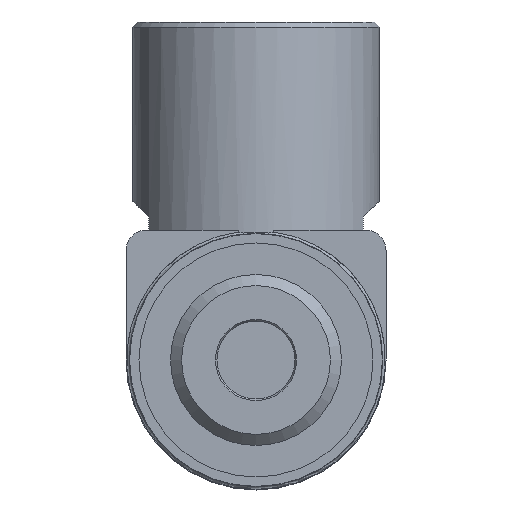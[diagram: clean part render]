
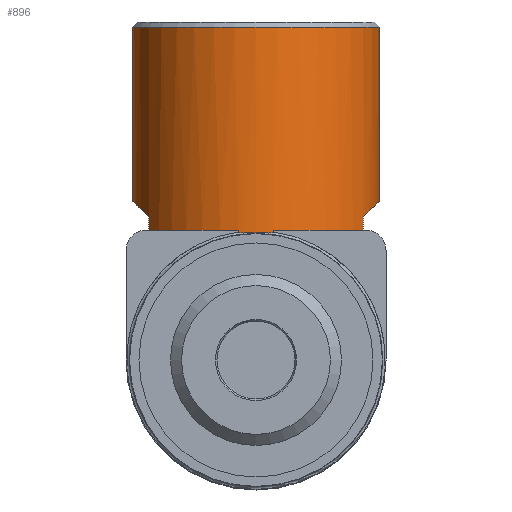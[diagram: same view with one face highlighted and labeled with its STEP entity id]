
A CAD part, front view. The second image highlights one B-rep face of the part: STEP entity #896.
In plain terms, the highlighted cylindrical face has radius 9.5 mm (diameter 19 mm), a full revolution.
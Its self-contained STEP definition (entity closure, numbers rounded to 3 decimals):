
#68=ELLIPSE('',#977,13.435,9.5);
#69=ELLIPSE('',#980,13.435,9.5);
#70=LINE('',#1424,#119);
#71=LINE('',#1428,#120);
#72=LINE('',#1432,#121);
#73=LINE('',#1452,#122);
#74=LINE('',#1456,#123);
#75=LINE('',#1460,#124);
#119=VECTOR('',#1108,1000.);
#120=VECTOR('',#1111,1000.);
#121=VECTOR('',#1114,1000.);
#122=VECTOR('',#1115,1000.);
#123=VECTOR('',#1118,1000.);
#124=VECTOR('',#1121,1000.);
#169=B_SPLINE_CURVE_WITH_KNOTS('',3,(#1434,#1435,#1436,#1437,#1438,#1439,
#1440,#1441,#1442,#1443,#1444,#1445,#1446,#1447,#1448,#1449,#1450),
 .UNSPECIFIED.,.F.,.F.,(4,1,1,1,1,1,1,1,1,1,1,1,1,1,4),(0.,
0.,0.,0.001,0.001,
0.001,0.001,0.002,0.002,
0.002,0.002,0.003,0.003,
0.003,0.003),.UNSPECIFIED.);
#183=ORIENTED_EDGE('',*,*,#425,.F.);
#184=ORIENTED_EDGE('',*,*,#426,.F.);
#185=ORIENTED_EDGE('',*,*,#427,.F.);
#186=ORIENTED_EDGE('',*,*,#428,.F.);
#187=ORIENTED_EDGE('',*,*,#429,.F.);
#188=ORIENTED_EDGE('',*,*,#430,.T.);
#189=ORIENTED_EDGE('',*,*,#431,.T.);
#190=ORIENTED_EDGE('',*,*,#432,.T.);
#191=ORIENTED_EDGE('',*,*,#433,.F.);
#192=ORIENTED_EDGE('',*,*,#434,.F.);
#193=ORIENTED_EDGE('',*,*,#435,.F.);
#194=ORIENTED_EDGE('',*,*,#436,.F.);
#195=ORIENTED_EDGE('',*,*,#437,.T.);
#425=EDGE_CURVE('',#545,#546,#633,.F.);
#426=EDGE_CURVE('',#547,#545,#70,.T.);
#427=EDGE_CURVE('',#548,#547,#68,.T.);
#428=EDGE_CURVE('',#549,#548,#71,.F.);
#429=EDGE_CURVE('',#550,#549,#634,.F.);
#430=EDGE_CURVE('',#550,#551,#72,.T.);
#431=EDGE_CURVE('',#551,#552,#169,.T.);
#432=EDGE_CURVE('',#552,#553,#73,.F.);
#433=EDGE_CURVE('',#554,#553,#635,.F.);
#434=EDGE_CURVE('',#555,#554,#74,.T.);
#435=EDGE_CURVE('',#556,#555,#69,.T.);
#436=EDGE_CURVE('',#546,#556,#75,.F.);
#437=EDGE_CURVE('',#557,#557,#636,.T.);
#545=VERTEX_POINT('',#1422);
#546=VERTEX_POINT('',#1423);
#547=VERTEX_POINT('',#1425);
#548=VERTEX_POINT('',#1427);
#549=VERTEX_POINT('',#1429);
#550=VERTEX_POINT('',#1431);
#551=VERTEX_POINT('',#1433);
#552=VERTEX_POINT('',#1451);
#553=VERTEX_POINT('',#1453);
#554=VERTEX_POINT('',#1455);
#555=VERTEX_POINT('',#1457);
#556=VERTEX_POINT('',#1459);
#557=VERTEX_POINT('',#1462);
#633=CIRCLE('',#976,9.5);
#634=CIRCLE('',#978,9.5);
#635=CIRCLE('',#979,9.5);
#636=CIRCLE('',#981,9.5);
#691=EDGE_LOOP('',(#183,#184,#185,#186,#187,#188,#189,#190,#191,#192,#193,
#194));
#692=EDGE_LOOP('',(#195));
#786=FACE_BOUND('',#691,.T.);
#787=FACE_BOUND('',#692,.T.);
#880=CYLINDRICAL_SURFACE('',#975,9.5);
#896=ADVANCED_FACE('',(#786,#787),#880,.T.);
#975=AXIS2_PLACEMENT_3D('',#1420,#1104,#1105);
#976=AXIS2_PLACEMENT_3D('',#1421,#1106,#1107);
#977=AXIS2_PLACEMENT_3D('',#1426,#1109,#1110);
#978=AXIS2_PLACEMENT_3D('',#1430,#1112,#1113);
#979=AXIS2_PLACEMENT_3D('',#1454,#1116,#1117);
#980=AXIS2_PLACEMENT_3D('',#1458,#1119,#1120);
#981=AXIS2_PLACEMENT_3D('',#1461,#1122,#1123);
#1104=DIRECTION('',(0.,0.,-1.));
#1105=DIRECTION('',(-1.,0.,0.));
#1106=DIRECTION('',(0.,0.,1.));
#1107=DIRECTION('',(1.,0.,0.));
#1108=DIRECTION('',(0.,0.,-1.));
#1109=DIRECTION('',(-0.707,0.,-0.707));
#1110=DIRECTION('',(0.707,0.,-0.707));
#1111=DIRECTION('',(0.,0.,-1.));
#1112=DIRECTION('',(0.,0.,1.));
#1113=DIRECTION('',(1.,0.,0.));
#1114=DIRECTION('',(0.,0.,-1.));
#1115=DIRECTION('',(0.,0.,-1.));
#1116=DIRECTION('',(0.,0.,1.));
#1117=DIRECTION('',(1.,0.,0.));
#1118=DIRECTION('',(0.,0.,-1.));
#1119=DIRECTION('',(0.707,0.,-0.707));
#1120=DIRECTION('',(-0.707,0.,-0.707));
#1121=DIRECTION('',(0.,0.,-1.));
#1122=DIRECTION('',(0.,0.,-1.));
#1123=DIRECTION('',(-1.,0.,0.));
#1420=CARTESIAN_POINT('',(0.,13.2,5.));
#1421=CARTESIAN_POINT('',(0.,13.2,10.));
#1422=CARTESIAN_POINT('',(-8.25,17.91,10.));
#1423=CARTESIAN_POINT('',(8.25,17.91,10.));
#1424=CARTESIAN_POINT('',(-8.25,17.91,5.));
#1425=CARTESIAN_POINT('',(-8.25,17.91,11.));
#1426=CARTESIAN_POINT('',(0.,13.2,2.75));
#1427=CARTESIAN_POINT('',(-8.25,8.49,11.));
#1428=CARTESIAN_POINT('',(-8.25,8.49,5.));
#1429=CARTESIAN_POINT('',(-8.25,8.49,10.));
#1430=CARTESIAN_POINT('',(0.,13.2,10.));
#1431=CARTESIAN_POINT('',(-1.375,3.8,10.));
#1432=CARTESIAN_POINT('',(-1.375,3.8,5.));
#1433=CARTESIAN_POINT('',(-1.375,3.8,9.855));
#1434=CARTESIAN_POINT('',(-1.375,3.8,9.855));
#1435=CARTESIAN_POINT('',(-1.375,3.8,9.824));
#1436=CARTESIAN_POINT('',(-1.306,3.79,9.799));
#1437=CARTESIAN_POINT('',(-1.199,3.776,9.779));
#1438=CARTESIAN_POINT('',(-1.05,3.758,9.77));
#1439=CARTESIAN_POINT('',(-0.877,3.74,9.768));
#1440=CARTESIAN_POINT('',(-0.643,3.721,9.77));
#1441=CARTESIAN_POINT('',(-0.352,3.704,9.775));
#1442=CARTESIAN_POINT('',(0.,3.698,9.778));
#1443=CARTESIAN_POINT('',(0.35,3.704,9.775));
#1444=CARTESIAN_POINT('',(0.642,3.72,9.77));
#1445=CARTESIAN_POINT('',(0.875,3.74,9.768));
#1446=CARTESIAN_POINT('',(1.048,3.757,9.77));
#1447=CARTESIAN_POINT('',(1.197,3.775,9.779));
#1448=CARTESIAN_POINT('',(1.306,3.79,9.798));
#1449=CARTESIAN_POINT('',(1.375,3.8,9.825));
#1450=CARTESIAN_POINT('',(1.375,3.8,9.855));
#1451=CARTESIAN_POINT('',(1.375,3.8,9.855));
#1452=CARTESIAN_POINT('',(1.375,3.8,5.));
#1453=CARTESIAN_POINT('',(1.375,3.8,10.));
#1454=CARTESIAN_POINT('',(0.,13.2,10.));
#1455=CARTESIAN_POINT('',(8.25,8.49,10.));
#1456=CARTESIAN_POINT('',(8.25,8.49,5.));
#1457=CARTESIAN_POINT('',(8.25,8.49,11.));
#1458=CARTESIAN_POINT('',(0.,13.2,2.75));
#1459=CARTESIAN_POINT('',(8.25,17.91,11.));
#1460=CARTESIAN_POINT('',(8.25,17.91,5.));
#1461=CARTESIAN_POINT('',(0.,13.2,25.6));
#1462=CARTESIAN_POINT('',(-9.5,13.2,25.6));
